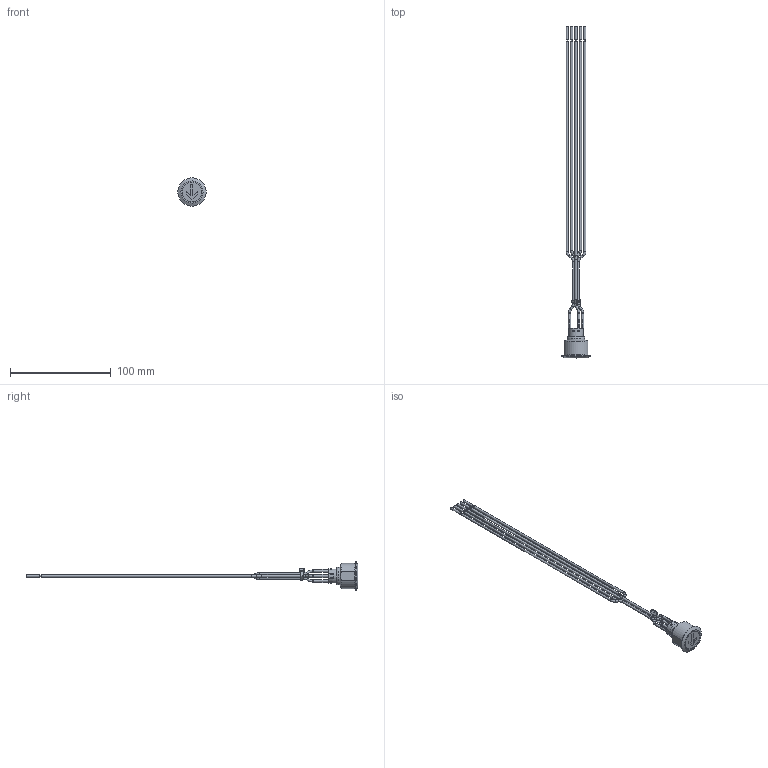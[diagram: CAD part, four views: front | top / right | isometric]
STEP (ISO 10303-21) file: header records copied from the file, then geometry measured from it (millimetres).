
FILE_DESCRIPTION(/* description */ (''),/* implementation_level */ '2;1');
FILE_NAME(/* name */ 'ULV8FWBSLLxxL31.stp',/* time_stamp */ '2025-04-07T11:45:26-05:00',/* author */ ('jsteinblock'),/* organization */ (''),/* preprocessor_version */ 'ST-DEVELOPER v20',/* originating_system */ 'Autodesk Inventor 2022',/* authorisation */ '');
FILE_SCHEMA (('AUTOMOTIVE_DESIGN { 1 0 10303 214 3 1 1 }'));
Length unit declared in the file: inch
Products named in the file (1): ULV8FWBSLLxxL31
Bounding box: 28 x 329.4 x 28 mm (x, y, z)
Volume: 16065.7 mm3; surface area: 15364.6 mm2
Topology: 1 solids, 1 shells, 390 faces, 1065 edges, 688 vertices
Faces by surface type: plane 213, cylinder 83, bspline 50, torus 26, cone 10, sphere 8
Full cylindrical faces by diameter (mm): 1.1 x5, 2.2 x28, 2.4 x5, 13.3 x1, 14.7 x1, 17.5 x1, 19.7 x1, 19.8 x1, 23.5 x1, 28 x1
Entity records: 12899 total; most frequent: CARTESIAN_POINT 2942, ORIENTED_EDGE 2130, DIRECTION 2014, EDGE_CURVE 1065, AXIS2_PLACEMENT_3D 708, VERTEX_POINT 688, LINE 598, VECTOR 598
